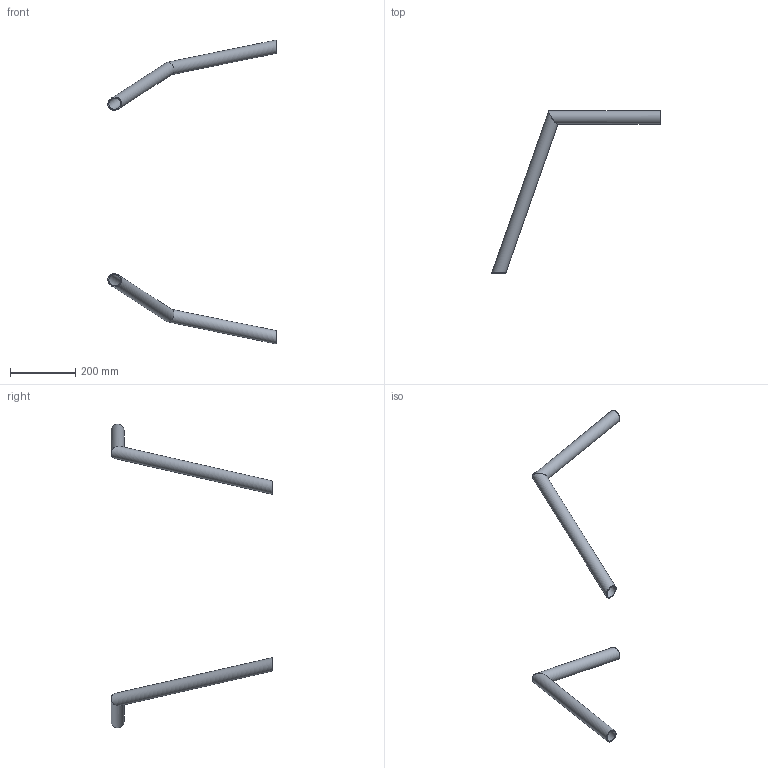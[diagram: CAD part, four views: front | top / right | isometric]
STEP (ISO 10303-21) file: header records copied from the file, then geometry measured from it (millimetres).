
FILE_DESCRIPTION(/* description */ (''),/* implementation_level */ '2;1');
FILE_NAME(/* name */ 'DUOMO_ANT_41_ASM.stp',/* time_stamp */ '2016-06-02T11:05:09+02:00',/* author */ (''),/* organization */ (''),/* preprocessor_version */ 'ST-DEVELOPER v16.5',/* originating_system */ 'Autodesk Translation Framework v5.0.0.3310',/* authorisation */ '');
FILE_SCHEMA (('AUTOMOTIVE_DESIGN { 1 0 10303 214 3 1 1 }'));
Length unit declared in the file: centimetre
Products named in the file (3): DUOMO_ANT_41_ASM; MANIFOLD_SOLID_BREP_369; MANIFOLD_SOLID_BREP_738
Assembly tree (2 placements, depth 2):
  DUOMO_ANT_41_ASM
    MANIFOLD_SOLID_BREP_369
    MANIFOLD_SOLID_BREP_738
Bounding box: 517.43 x 498 x 934.53 mm (x, y, z)
Volume: 595200.8 mm3; surface area: 398267.8 mm2
Topology: 2 solids, 2 shells, 12 faces, 32 edges, 24 vertices
Faces by surface type: cylinder 8, plane 4
Full cylindrical faces by diameter (mm): 34 x4, 40 x4
Entity records: 355 total; most frequent: DIRECTION 66, CARTESIAN_POINT 49, AXIS2_PLACEMENT_3D 33, ORIENTED_EDGE 32, EDGE_LOOP 24, ELLIPSE 16, VERTEX_POINT 16, EDGE_CURVE 16
